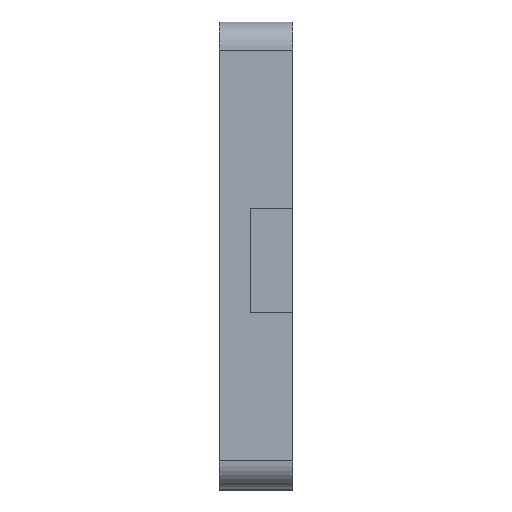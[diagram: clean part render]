
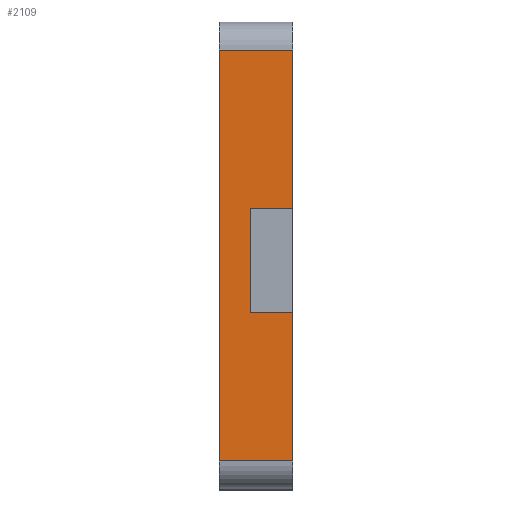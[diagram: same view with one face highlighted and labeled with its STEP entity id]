
A CAD part, top view. The second image highlights one B-rep face of the part: STEP entity #2109.
In plain terms, the highlighted planar face has unit normal (0, 0, 1).
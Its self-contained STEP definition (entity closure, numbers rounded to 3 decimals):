
#315=FACE_OUTER_BOUND('',#444,.T.);
#444=EDGE_LOOP('',(#1860,#1861,#1862,#1863,#1864,#1865,#1866,#1867));
#607=LINE('',#3965,#788);
#614=LINE('',#3997,#795);
#622=LINE('',#4013,#803);
#626=LINE('',#4030,#807);
#628=LINE('',#4034,#809);
#629=LINE('',#4036,#810);
#630=LINE('',#4037,#811);
#631=LINE('',#4038,#812);
#788=VECTOR('',#2441,10.);
#795=VECTOR('',#2470,10.);
#803=VECTOR('',#2478,10.);
#807=VECTOR('',#2498,10.);
#809=VECTOR('',#2502,10.);
#810=VECTOR('',#2503,10.);
#811=VECTOR('',#2504,10.);
#812=VECTOR('',#2505,10.);
#996=VERTEX_POINT('',#3962);
#997=VERTEX_POINT('',#3964);
#1010=VERTEX_POINT('',#3994);
#1011=VERTEX_POINT('',#3996);
#1018=VERTEX_POINT('',#4010);
#1019=VERTEX_POINT('',#4012);
#1025=VERTEX_POINT('',#4033);
#1026=VERTEX_POINT('',#4035);
#1281=EDGE_CURVE('',#996,#997,#607,.T.);
#1297=EDGE_CURVE('',#1010,#1011,#614,.T.);
#1305=EDGE_CURVE('',#1018,#1019,#622,.T.);
#1314=EDGE_CURVE('',#1019,#996,#626,.T.);
#1316=EDGE_CURVE('',#1018,#1025,#628,.T.);
#1317=EDGE_CURVE('',#1025,#1026,#629,.T.);
#1318=EDGE_CURVE('',#1026,#1011,#630,.T.);
#1319=EDGE_CURVE('',#997,#1010,#631,.T.);
#1860=ORIENTED_EDGE('',*,*,#1314,.F.);
#1861=ORIENTED_EDGE('',*,*,#1305,.F.);
#1862=ORIENTED_EDGE('',*,*,#1316,.T.);
#1863=ORIENTED_EDGE('',*,*,#1317,.T.);
#1864=ORIENTED_EDGE('',*,*,#1318,.T.);
#1865=ORIENTED_EDGE('',*,*,#1297,.F.);
#1866=ORIENTED_EDGE('',*,*,#1319,.F.);
#1867=ORIENTED_EDGE('',*,*,#1281,.F.);
#2003=PLANE('',#2202);
#2109=ADVANCED_FACE('',(#315),#2003,.T.);
#2202=AXIS2_PLACEMENT_3D('',#4032,#2500,#2501);
#2441=DIRECTION('',(0.,1.,0.));
#2470=DIRECTION('',(0.,-1.,0.));
#2478=DIRECTION('',(0.,-1.,0.));
#2498=DIRECTION('',(-1.,0.,0.));
#2500=DIRECTION('center_axis',(0.,0.,1.));
#2501=DIRECTION('ref_axis',(0.,-1.,0.));
#2502=DIRECTION('',(-1.,0.,0.));
#2503=DIRECTION('',(0.,1.,0.));
#2504=DIRECTION('',(1.,0.,0.));
#2505=DIRECTION('',(1.,0.,0.));
#3962=CARTESIAN_POINT('',(0.,-8.54,88.76));
#3964=CARTESIAN_POINT('',(0.,64.5,88.76));
#3965=CARTESIAN_POINT('',(0.,-13.54,88.76));
#3994=CARTESIAN_POINT('',(13.,64.5,88.76));
#3996=CARTESIAN_POINT('',(13.,36.31,88.76));
#3997=CARTESIAN_POINT('',(13.,-13.54,88.76));
#4010=CARTESIAN_POINT('',(13.,17.81,88.76));
#4012=CARTESIAN_POINT('',(13.,-8.54,88.76));
#4013=CARTESIAN_POINT('',(13.,-13.54,88.76));
#4030=CARTESIAN_POINT('',(0.,-8.54,88.76));
#4032=CARTESIAN_POINT('Origin',(0.,69.5,88.76));
#4033=CARTESIAN_POINT('',(5.5,17.81,88.76));
#4034=CARTESIAN_POINT('',(6.5,17.81,88.76));
#4035=CARTESIAN_POINT('',(5.5,36.31,88.76));
#4036=CARTESIAN_POINT('',(5.5,48.28,88.76));
#4037=CARTESIAN_POINT('',(6.5,36.31,88.76));
#4038=CARTESIAN_POINT('',(0.,64.5,88.76));
